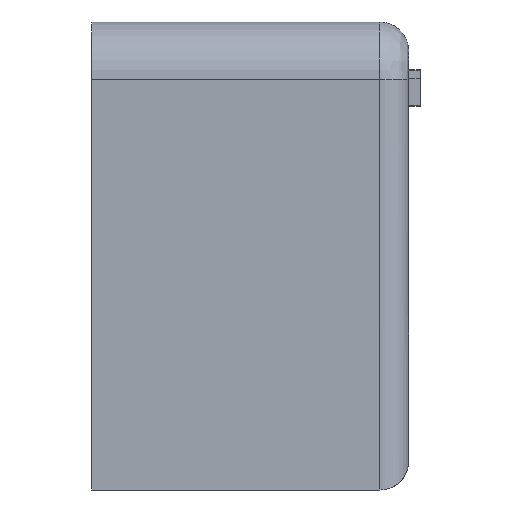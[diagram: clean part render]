
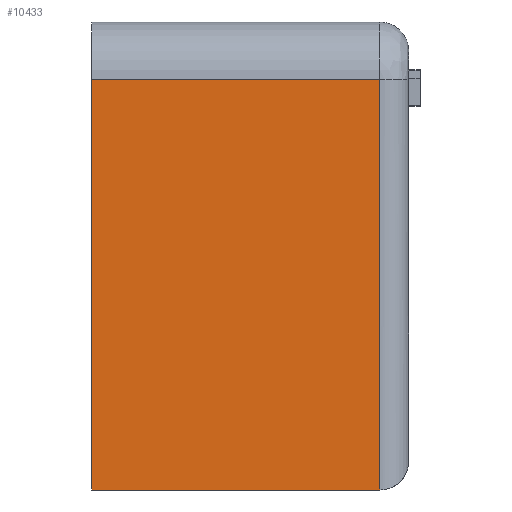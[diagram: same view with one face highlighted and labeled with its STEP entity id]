
A CAD part, left-side view. The second image highlights one B-rep face of the part: STEP entity #10433.
In plain terms, the highlighted planar face has unit normal (-1, 0, 0).
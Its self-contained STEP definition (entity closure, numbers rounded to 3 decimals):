
#883=FACE_OUTER_BOUND('',#1487,.T.);
#1487=EDGE_LOOP('',(#9362,#9363,#9364,#9365));
#2816=LINE('',#18248,#3685);
#2955=LINE('',#18979,#3824);
#2957=LINE('',#18982,#3826);
#2958=LINE('',#18985,#3827);
#3685=VECTOR('',#12056,10.);
#3824=VECTOR('',#12307,10.);
#3826=VECTOR('',#12311,10.);
#3827=VECTOR('',#12316,10.);
#4742=VERTEX_POINT('',#18244);
#4744=VERTEX_POINT('',#18247);
#4869=VERTEX_POINT('',#18972);
#4871=VERTEX_POINT('',#18977);
#6197=EDGE_CURVE('',#4744,#4742,#2816,.T.);
#6382=EDGE_CURVE('',#4871,#4869,#2955,.T.);
#6384=EDGE_CURVE('',#4869,#4742,#2957,.T.);
#6386=EDGE_CURVE('',#4871,#4744,#2958,.T.);
#9362=ORIENTED_EDGE('',*,*,#6382,.F.);
#9363=ORIENTED_EDGE('',*,*,#6386,.T.);
#9364=ORIENTED_EDGE('',*,*,#6197,.T.);
#9365=ORIENTED_EDGE('',*,*,#6384,.F.);
#9882=PLANE('',#10810);
#10433=ADVANCED_FACE('',(#883),#9882,.T.);
#10810=AXIS2_PLACEMENT_3D('',#18984,#12314,#12315);
#12056=DIRECTION('',(0.,-1.,0.));
#12307=DIRECTION('',(0.,-1.,0.));
#12311=DIRECTION('',(0.,0.,-1.));
#12314=DIRECTION('center_axis',(-1.,0.,0.));
#12315=DIRECTION('ref_axis',(0.,0.,1.));
#12316=DIRECTION('',(0.,0.,-1.));
#18244=CARTESIAN_POINT('',(24.199,9.5,-4.613));
#18247=CARTESIAN_POINT('',(24.199,34.423,-4.613));
#18248=CARTESIAN_POINT('',(24.199,7.,-4.613));
#18972=CARTESIAN_POINT('',(24.199,9.5,30.887));
#18977=CARTESIAN_POINT('',(24.199,34.423,30.887));
#18979=CARTESIAN_POINT('',(24.199,20.431,30.887));
#18982=CARTESIAN_POINT('',(24.199,9.5,22.512));
#18984=CARTESIAN_POINT('Origin',(24.199,22.362,15.637));
#18985=CARTESIAN_POINT('',(24.199,34.423,24.262));
